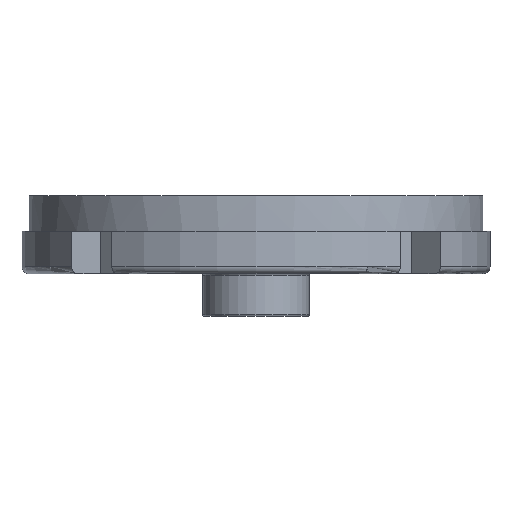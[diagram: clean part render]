
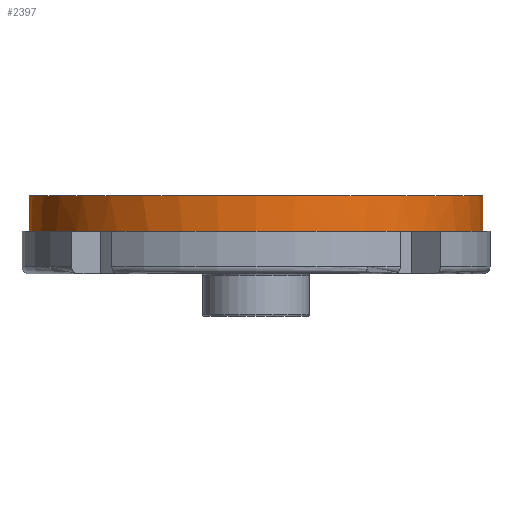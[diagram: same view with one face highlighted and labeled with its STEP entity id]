
A CAD part, front view. The second image highlights one B-rep face of the part: STEP entity #2397.
In plain terms, the highlighted cylindrical face has radius 16 mm (diameter 32 mm), a partial arc.
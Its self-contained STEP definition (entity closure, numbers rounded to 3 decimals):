
#37 = CIRCLE ( 'NONE', #2461, 16. ) ;
#69 = AXIS2_PLACEMENT_3D ( 'NONE', #406, #2269, #1783 ) ;
#169 = DIRECTION ( 'NONE',  ( 1., 0., 0. ) ) ;
#222 = AXIS2_PLACEMENT_3D ( 'NONE', #1287, #1515, #234 ) ;
#234 = DIRECTION ( 'NONE',  ( 1., 0., 0. ) ) ;
#265 = CARTESIAN_POINT ( 'NONE',  ( -16., 0., 2.5 ) ) ;
#288 = CARTESIAN_POINT ( 'NONE',  ( 9.811, -12.639, 0. ) ) ;
#406 = CARTESIAN_POINT ( 'NONE',  ( 0., 0., 2.5 ) ) ;
#484 = CIRCLE ( 'NONE', #2301, 16. ) ;
#495 = FACE_OUTER_BOUND ( 'NONE', #2722, .T. ) ;
#549 = DIRECTION ( 'NONE',  ( 0., 0., -1. ) ) ;
#589 = DIRECTION ( 'NONE',  ( 0., 0., -1. ) ) ;
#621 = CARTESIAN_POINT ( 'NONE',  ( -16., 0., 0. ) ) ;
#637 = ORIENTED_EDGE ( 'NONE', *, *, #2740, .T. ) ;
#693 = ORIENTED_EDGE ( 'NONE', *, *, #2674, .F. ) ;
#699 = CARTESIAN_POINT ( 'NONE',  ( 12.639, -9.811, 0. ) ) ;
#741 = CIRCLE ( 'NONE', #222, 16. ) ;
#863 = CARTESIAN_POINT ( 'NONE',  ( 16., 0., 2.5 ) ) ;
#977 = ORIENTED_EDGE ( 'NONE', *, *, #2410, .F. ) ;
#1001 = EDGE_CURVE ( 'NONE', #2066, #2320, #2583, .T. ) ;
#1034 = DIRECTION ( 'NONE',  ( 0., 0., 1. ) ) ;
#1041 = VERTEX_POINT ( 'NONE', #699 ) ;
#1114 = ORIENTED_EDGE ( 'NONE', *, *, #2585, .T. ) ;
#1170 = DIRECTION ( 'NONE',  ( 1., 0., 0. ) ) ;
#1262 = VERTEX_POINT ( 'NONE', #288 ) ;
#1271 = CARTESIAN_POINT ( 'NONE',  ( 0., 0., 0. ) ) ;
#1283 = ORIENTED_EDGE ( 'NONE', *, *, #1773, .T. ) ;
#1287 = CARTESIAN_POINT ( 'NONE',  ( 0., 0., 0. ) ) ;
#1309 = EDGE_CURVE ( 'NONE', #1456, #1262, #484, .T. ) ;
#1373 = CIRCLE ( 'NONE', #1744, 16. ) ;
#1382 = CYLINDRICAL_SURFACE ( 'NONE', #69, 16. ) ;
#1408 = CARTESIAN_POINT ( 'NONE',  ( 16., 0., 0. ) ) ;
#1439 = VECTOR ( 'NONE', #549, 1000. ) ;
#1450 = CIRCLE ( 'NONE', #2329, 16. ) ;
#1452 = ORIENTED_EDGE ( 'NONE', *, *, #2622, .T. ) ;
#1456 = VERTEX_POINT ( 'NONE', #2789 ) ;
#1489 = DIRECTION ( 'NONE',  ( 1., 0., 0. ) ) ;
#1515 = DIRECTION ( 'NONE',  ( 0., 0., 1. ) ) ;
#1524 = DIRECTION ( 'NONE',  ( 0., 0., 1. ) ) ;
#1588 = CARTESIAN_POINT ( 'NONE',  ( -12.639, -9.811, 0. ) ) ;
#1620 = CIRCLE ( 'NONE', #1975, 16. ) ;
#1713 = DIRECTION ( 'NONE',  ( 1., 0., 0. ) ) ;
#1744 = AXIS2_PLACEMENT_3D ( 'NONE', #1832, #1524, #169 ) ;
#1773 = EDGE_CURVE ( 'NONE', #1041, #2140, #1620, .T. ) ;
#1783 = DIRECTION ( 'NONE',  ( -1., 0., 0. ) ) ;
#1832 = CARTESIAN_POINT ( 'NONE',  ( 0., 0., 2.5 ) ) ;
#1838 = CARTESIAN_POINT ( 'NONE',  ( 16., 0., 2.5 ) ) ;
#1858 = DIRECTION ( 'NONE',  ( 0., 0., 1. ) ) ;
#1955 = DIRECTION ( 'NONE',  ( 0., 0., 1. ) ) ;
#1975 = AXIS2_PLACEMENT_3D ( 'NONE', #2144, #1034, #1713 ) ;
#2065 = VERTEX_POINT ( 'NONE', #1838 ) ;
#2066 = VERTEX_POINT ( 'NONE', #265 ) ;
#2140 = VERTEX_POINT ( 'NONE', #1408 ) ;
#2144 = CARTESIAN_POINT ( 'NONE',  ( 0., 0., 0. ) ) ;
#2219 = VECTOR ( 'NONE', #589, 1000. ) ;
#2269 = DIRECTION ( 'NONE',  ( 0., 0., -1. ) ) ;
#2301 = AXIS2_PLACEMENT_3D ( 'NONE', #2518, #1858, #1170 ) ;
#2320 = VERTEX_POINT ( 'NONE', #621 ) ;
#2329 = AXIS2_PLACEMENT_3D ( 'NONE', #1271, #2845, #2820 ) ;
#2374 = CARTESIAN_POINT ( 'NONE',  ( 0., 0., 0. ) ) ;
#2397 = ADVANCED_FACE ( 'NONE', ( #495 ), #1382, .T. ) ;
#2410 = EDGE_CURVE ( 'NONE', #2066, #2065, #1373, .T. ) ;
#2461 = AXIS2_PLACEMENT_3D ( 'NONE', #2374, #1955, #1489 ) ;
#2463 = ORIENTED_EDGE ( 'NONE', *, *, #1001, .T. ) ;
#2496 = ORIENTED_EDGE ( 'NONE', *, *, #1309, .T. ) ;
#2518 = CARTESIAN_POINT ( 'NONE',  ( 0., 0., 0. ) ) ;
#2583 = LINE ( 'NONE', #2707, #1439 ) ;
#2585 = EDGE_CURVE ( 'NONE', #1262, #1041, #1450, .T. ) ;
#2596 = LINE ( 'NONE', #863, #2219 ) ;
#2622 = EDGE_CURVE ( 'NONE', #2754, #1456, #37, .T. ) ;
#2674 = EDGE_CURVE ( 'NONE', #2065, #2140, #2596, .T. ) ;
#2707 = CARTESIAN_POINT ( 'NONE',  ( -16., 0., 2.5 ) ) ;
#2722 = EDGE_LOOP ( 'NONE', ( #693, #977, #2463, #637, #1452, #2496, #1114, #1283 ) ) ;
#2740 = EDGE_CURVE ( 'NONE', #2320, #2754, #741, .T. ) ;
#2754 = VERTEX_POINT ( 'NONE', #1588 ) ;
#2789 = CARTESIAN_POINT ( 'NONE',  ( -9.811, -12.639, 0. ) ) ;
#2820 = DIRECTION ( 'NONE',  ( 1., 0., 0. ) ) ;
#2845 = DIRECTION ( 'NONE',  ( 0., 0., 1. ) ) ;
